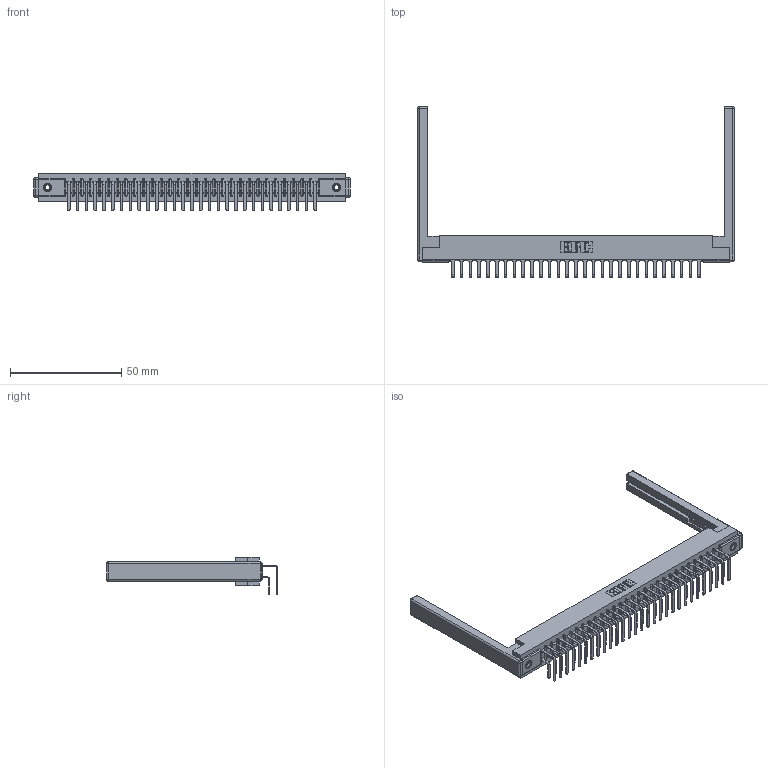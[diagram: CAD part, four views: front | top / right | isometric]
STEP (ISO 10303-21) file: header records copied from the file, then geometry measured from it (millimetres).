
FILE_DESCRIPTION (( 'STEP AP203' ), '1' );
FILE_NAME ('357-058-458-268.STEP', '2020-10-04T12:29:35', ( '' ), ( '' ), 'SwSTEP 2.0', 'SolidWorks 2020', '' );
FILE_SCHEMA (( 'CONFIG_CONTROL_DESIGN' ));
Length unit declared in the file: inch
Products named in the file (6): 307-220-068; 307-290-001_558 - 2 (Single); 307-290-001_558 559 - 1 (Single); 345-250-001_345-250-001-102; 357-058-458-268; 307 Part_.156 Dia Mounting Holes
Assembly tree (63 placements, depth 2):
  357-058-458-268
    307 Part_.156 Dia Mounting Holes
    307-290-001_558 559 - 1 (Single)  x29
    307-290-001_558 - 2 (Single)  x29
    307-220-068  x2
    345-250-001_345-250-001-102  x2
Bounding box: 142.34 x 76.92 x 16.8 mm (x, y, z)
Volume: 19681.9 mm3; surface area: 23939.6 mm2
Topology: 63 solids, 63 shells, 3202 faces, 8949 edges, 5786 vertices
Faces by surface type: plane 2072, cylinder 1046, sphere 68, cone 12, torus 4
Entity records: 31598 total; most frequent: CARTESIAN_POINT 5152, ORIENTED_EDGE 5096, DIRECTION 5066, EDGE_CURVE 2548, VECTOR 1946, LINE 1946, VERTEX_POINT 1646, AXIS2_PLACEMENT_3D 1560
